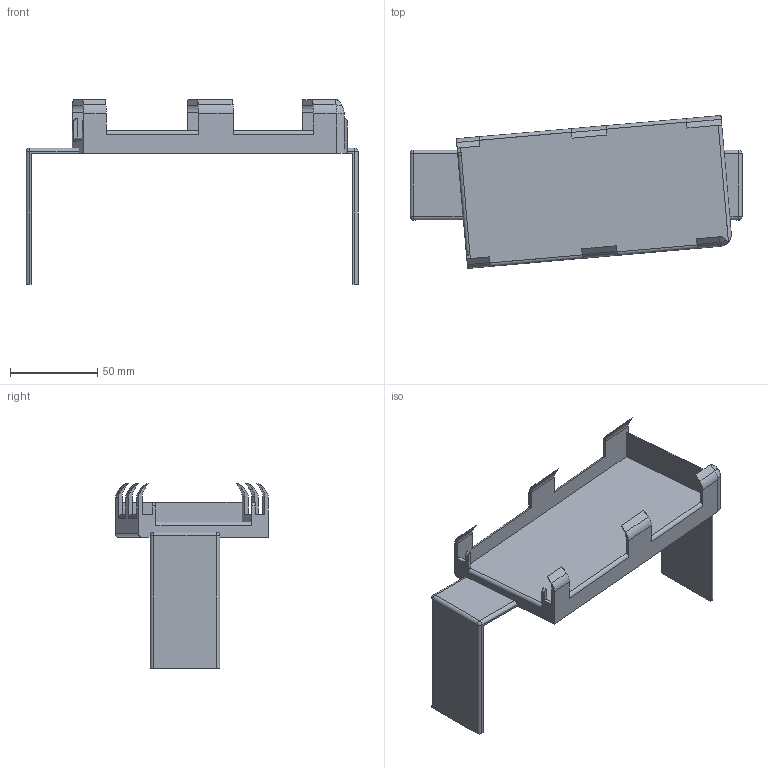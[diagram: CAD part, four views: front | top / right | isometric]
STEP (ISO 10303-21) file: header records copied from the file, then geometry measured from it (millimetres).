
FILE_DESCRIPTION(/* description */ ('STEP AP214'),/* implementation_level */ '2;1');
FILE_NAME(/* name */ '680ea2d8e9d9b24d765684a1',/* time_stamp */ '2025-04-27T21:34:17Z',/* author */ (''),/* organization */ (''),/* preprocessor_version */ 'ST-DEVELOPER v20',/* originating_system */ 'ONSHAPE BY PTC INC, 1.197',/* authorisation */ ' ');
FILE_SCHEMA (('AUTOMOTIVE_DESIGN {1 0 10303 214 3 1 1}'));
Length unit declared in the file: metre
Products named in the file (1): Part 1
Bounding box: 190 x 87.46 x 105.8 mm (x, y, z)
Volume: 68027.4 mm3; surface area: 52909.8 mm2
Topology: 1 solids, 1 shells, 86 faces, 242 edges, 154 vertices
Faces by surface type: plane 48, cylinder 33, sphere 4, torus 1
Entity records: 2770 total; most frequent: CARTESIAN_POINT 492, ORIENTED_EDGE 476, DIRECTION 473, EDGE_CURVE 238, LINE 169, VECTOR 169, VERTEX_POINT 154, AXIS2_PLACEMENT_3D 152
